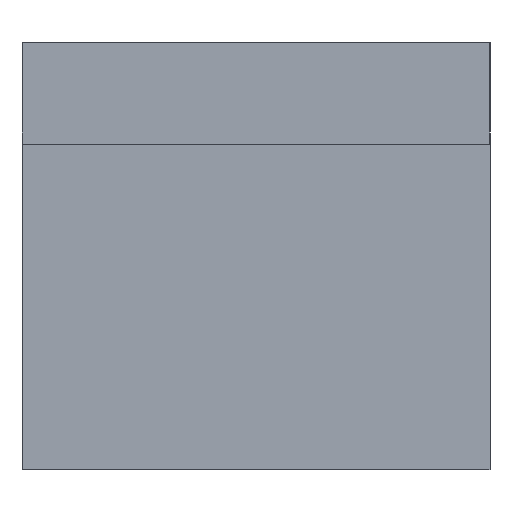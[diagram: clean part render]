
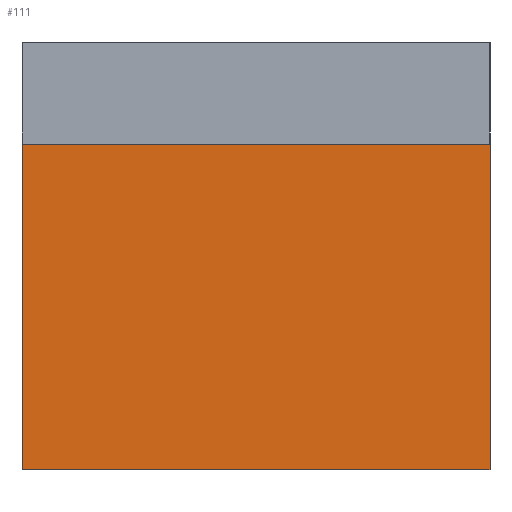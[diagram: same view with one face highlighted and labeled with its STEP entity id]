
A CAD part, left-side view. The second image highlights one B-rep face of the part: STEP entity #111.
In plain terms, the highlighted planar face has unit normal (-1, 0, 0).
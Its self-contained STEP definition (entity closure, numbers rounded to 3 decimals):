
#2 = EDGE_CURVE ( 'NONE', #78, #196, #37, .T. ) ;
#5 = DIRECTION ( 'NONE',  ( 0., 1., 0. ) ) ;
#18 = VECTOR ( 'NONE', #5, 1000. ) ;
#37 = LINE ( 'NONE', #182, #18 ) ;
#47 = EDGE_CURVE ( 'NONE', #160, #130, #141, .T. ) ;
#78 = VERTEX_POINT ( 'NONE', #109 ) ;
#109 = CARTESIAN_POINT ( 'NONE',  ( -14.85, 8.5, -4. ) ) ;
#111 = ADVANCED_FACE ( 'NONE', ( #221 ), #159, .F. ) ;
#118 = CARTESIAN_POINT ( 'NONE',  ( -14.85, 8.5, 0. ) ) ;
#130 = VERTEX_POINT ( 'NONE', #228 ) ;
#141 = LINE ( 'NONE', #148, #444 ) ;
#148 = CARTESIAN_POINT ( 'NONE',  ( -14.85, 14.25, 0. ) ) ;
#151 = CARTESIAN_POINT ( 'NONE',  ( -14.85, 8.5, -4. ) ) ;
#158 = CARTESIAN_POINT ( 'NONE',  ( -14.85, 14.25, -4. ) ) ;
#159 = PLANE ( 'NONE',  #253 ) ;
#160 = VERTEX_POINT ( 'NONE', #118 ) ;
#162 = LINE ( 'NONE', #151, #396 ) ;
#179 = CARTESIAN_POINT ( 'NONE',  ( -14.85, 14.25, -4. ) ) ;
#182 = CARTESIAN_POINT ( 'NONE',  ( -14.85, 14.25, -4. ) ) ;
#190 = CARTESIAN_POINT ( 'NONE',  ( -14.85, 14.25, -4. ) ) ;
#196 = VERTEX_POINT ( 'NONE', #190 ) ;
#204 = EDGE_CURVE ( 'NONE', #78, #160, #162, .T. ) ;
#221 = FACE_OUTER_BOUND ( 'NONE', #331, .T. ) ;
#228 = CARTESIAN_POINT ( 'NONE',  ( -14.85, 14.25, 0. ) ) ;
#243 = ORIENTED_EDGE ( 'NONE', *, *, #204, .T. ) ;
#253 = AXIS2_PLACEMENT_3D ( 'NONE', #158, #411, #373 ) ;
#315 = DIRECTION ( 'NONE',  ( 0., 0., 1. ) ) ;
#317 = VECTOR ( 'NONE', #315, 1000. ) ;
#329 = ORIENTED_EDGE ( 'NONE', *, *, #431, .F. ) ;
#331 = EDGE_LOOP ( 'NONE', ( #347, #329, #416, #243 ) ) ;
#347 = ORIENTED_EDGE ( 'NONE', *, *, #47, .T. ) ;
#356 = LINE ( 'NONE', #179, #317 ) ;
#359 = DIRECTION ( 'NONE',  ( 0., 1., 0. ) ) ;
#373 = DIRECTION ( 'NONE',  ( 0., 0., -1. ) ) ;
#396 = VECTOR ( 'NONE', #442, 1000. ) ;
#411 = DIRECTION ( 'NONE',  ( 1., 0., 0. ) ) ;
#416 = ORIENTED_EDGE ( 'NONE', *, *, #2, .F. ) ;
#431 = EDGE_CURVE ( 'NONE', #196, #130, #356, .T. ) ;
#442 = DIRECTION ( 'NONE',  ( 0., 0., 1. ) ) ;
#444 = VECTOR ( 'NONE', #359, 1000. ) ;
